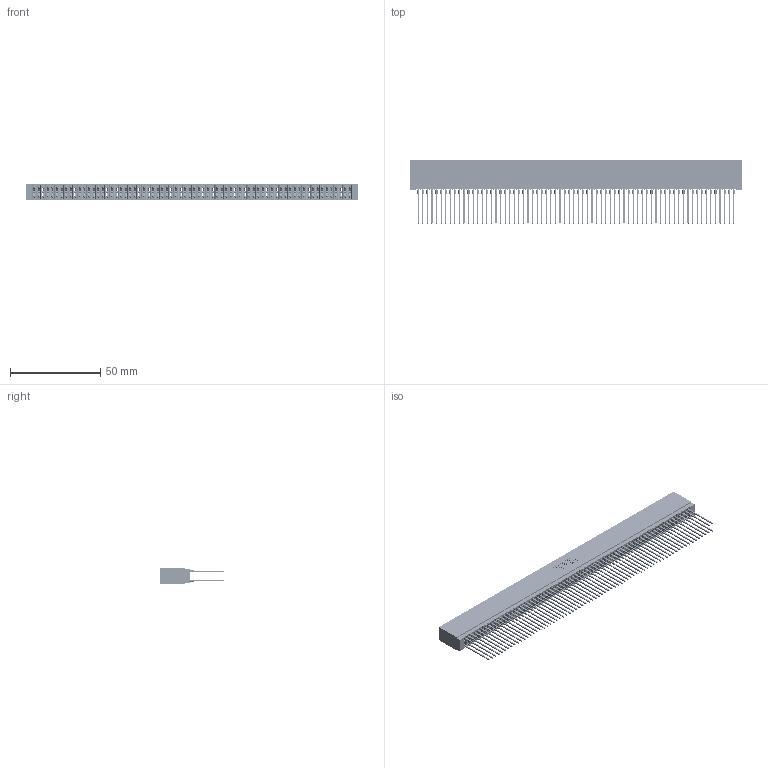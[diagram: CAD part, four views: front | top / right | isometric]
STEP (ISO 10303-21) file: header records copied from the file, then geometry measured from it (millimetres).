
FILE_DESCRIPTION (( 'STEP AP203' ), '1' );
FILE_NAME ('745-140-541-201.STEP', '2026-02-27T03:47:59', ( '' ), ( '' ), 'SwSTEP 2.0', 'SolidWorks 2023', '' );
FILE_SCHEMA (( 'CONFIG_CONTROL_DESIGN' ));
Length unit declared in the file: millimetre
Products named in the file (3): 745-140-541-201; 745-292-001_541; 745 Part_Insulator Option - 01
Assembly tree (141 placements, depth 2):
  745-140-541-201
    745 Part_Insulator Option - 01
    745-292-001_541  x140
Bounding box: 184.4 x 35.45 x 8.89 mm (x, y, z)
Volume: 17124.1 mm3; surface area: 38238.4 mm2
Topology: 141 solids, 141 shells, 12625 faces, 33928 edges, 21312 vertices
Faces by surface type: plane 6495, bspline 2800, cylinder 2490, torus 840
Entity records: 114024 total; most frequent: CARTESIAN_POINT 20271, ORIENTED_EDGE 19762, DIRECTION 17239, EDGE_CURVE 9881, LINE 9279, VECTOR 9279, VERTEX_POINT 6300, AXIS2_PLACEMENT_3D 3980
